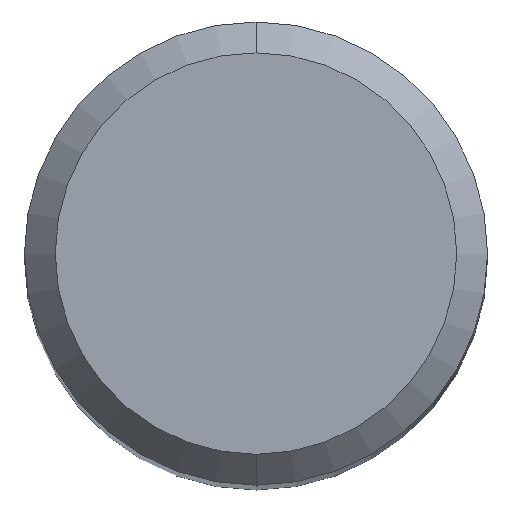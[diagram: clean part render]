
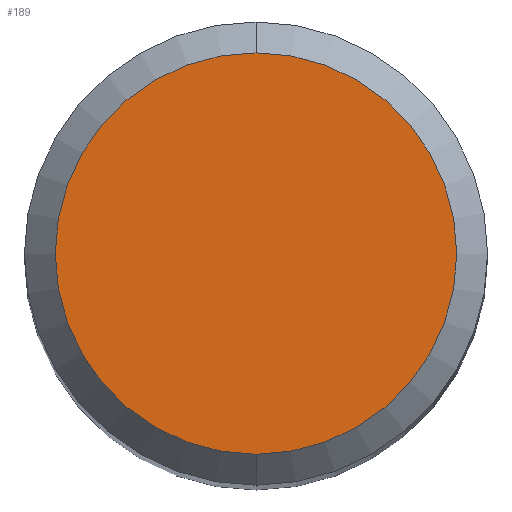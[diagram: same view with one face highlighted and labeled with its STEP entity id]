
A CAD part, top view. The second image highlights one B-rep face of the part: STEP entity #189.
In plain terms, the highlighted planar face has unit normal (0, 0, 1).
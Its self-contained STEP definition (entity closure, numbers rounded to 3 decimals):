
#189=ADVANCED_FACE('',(#516),#517,.T.);
#233=EDGE_CURVE('',#415,#477,#564,.T.);
#305=EDGE_CURVE('',#477,#415,#644,.T.);
#415=VERTEX_POINT('',#767);
#477=VERTEX_POINT('',#837);
#516=FACE_OUTER_BOUND('',#872,.T.);
#517=PLANE('',#873);
#564=CIRCLE('',#962,2.6);
#644=CIRCLE('',#1133,2.6);
#767=CARTESIAN_POINT('',(0.0,2.6,0.0));
#837=CARTESIAN_POINT('',(0.,-2.6,0.0));
#872=EDGE_LOOP('',(#1529,#1530));
#873=AXIS2_PLACEMENT_3D('',#1531,#1532,#1533);
#962=AXIS2_PLACEMENT_3D('',#1584,#1585,#1586);
#1133=AXIS2_PLACEMENT_3D('',#1661,#1662,#1663);
#1529=ORIENTED_EDGE('',*,*,#233,.F.);
#1530=ORIENTED_EDGE('',*,*,#305,.F.);
#1531=CARTESIAN_POINT('',(0.0,1.3,0.0));
#1532=DIRECTION('',(-0.0,0.0,1.0));
#1533=DIRECTION('',(0.0,-1.0,0.0));
#1584=CARTESIAN_POINT('',(0.0,0.0,0.0));
#1585=DIRECTION('',(0.0,0.0,-1.0));
#1586=DIRECTION('',(0.0,1.0,0.0));
#1661=CARTESIAN_POINT('',(0.0,0.0,0.0));
#1662=DIRECTION('',(0.0,0.0,-1.0));
#1663=DIRECTION('',(0.0,1.0,0.0));
